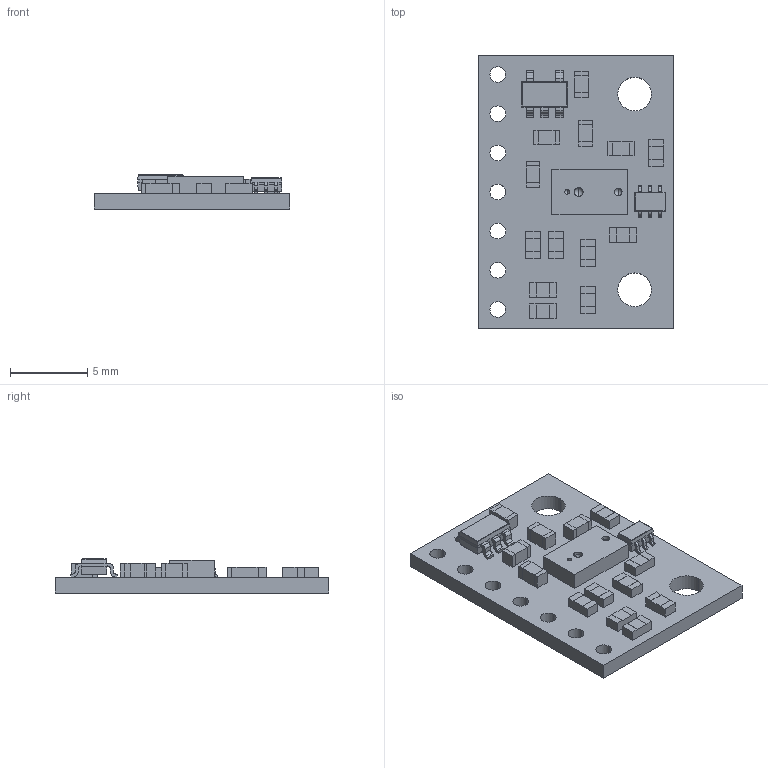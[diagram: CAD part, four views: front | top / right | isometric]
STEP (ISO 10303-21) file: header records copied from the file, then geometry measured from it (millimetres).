
FILE_DESCRIPTION (( 'STEP AP214' ), '1' );
FILE_NAME ('irs09a.STEP', '2016-08-11T23:56:41', ( '' ), ( '' ), 'SwSTEP 2.0', 'SolidWorks 2016', '' );
FILE_SCHEMA (( 'AUTOMOTIVE_DESIGN' ));
Length unit declared in the file: millimetre
Products named in the file (1): irs09a
Bounding box: 12.7 x 17.78 x 2.21 mm (x, y, z)
Volume: 255.7 mm3; surface area: 635.1 mm2
Topology: 1 solids, 1 shells, 724 faces, 1937 edges, 1257 vertices
Faces by surface type: plane 463, bspline 165, cylinder 90, sphere 6
Entity records: 35885 total; most frequent: CARTESIAN_POINT 10952, ORIENTED_EDGE 3850, DIRECTION 2823, EDGE_CURVE 1925, VECTOR 1395, LINE 1395, VERTEX_POINT 1251, EDGE_LOOP 808
